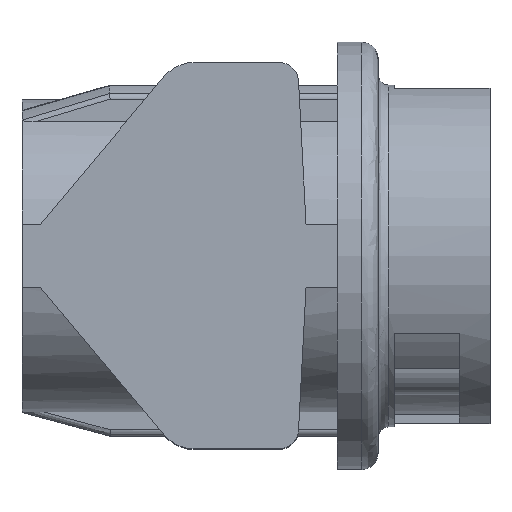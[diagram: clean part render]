
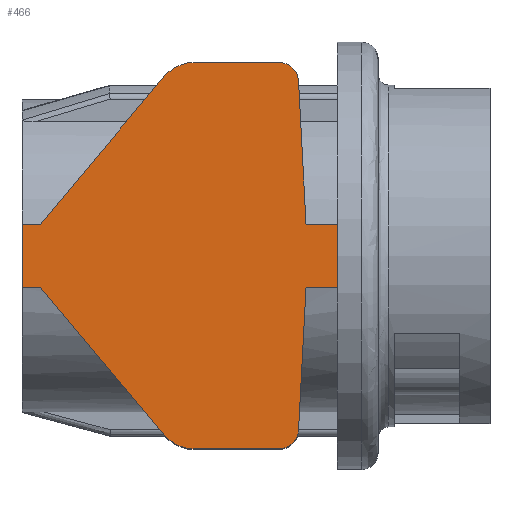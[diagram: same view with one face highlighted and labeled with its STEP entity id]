
A CAD part, top view. The second image highlights one B-rep face of the part: STEP entity #466.
In plain terms, the highlighted planar face has unit normal (0, 0, 1).
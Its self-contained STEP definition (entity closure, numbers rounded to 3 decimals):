
#212=PLANE('',#4882);
#466=ADVANCED_FACE('',(#773),#212,.T.);
#773=FACE_OUTER_BOUND('',#1022,.T.);
#1022=EDGE_LOOP('',(#2688,#2689,#2690,#2691,#2692,#2693,#2694,#2695,#2696,
#2697,#2698,#2699,#2700,#2701,#2702,#2703));
#1304=LINE('',#6875,#1745);
#1308=LINE('',#6887,#1749);
#1395=LINE('',#7361,#1836);
#1399=LINE('',#7373,#1840);
#1401=LINE('',#7378,#1842);
#1405=LINE('',#7389,#1846);
#1408=LINE('',#7394,#1849);
#1412=LINE('',#7403,#1853);
#1413=LINE('',#7406,#1854);
#1414=LINE('',#7408,#1855);
#1415=LINE('',#7409,#1856);
#1416=LINE('',#7411,#1857);
#1745=VECTOR('',#5454,1.);
#1749=VECTOR('',#5466,1.);
#1836=VECTOR('',#5726,1.);
#1840=VECTOR('',#5738,1.);
#1842=VECTOR('',#5742,1.);
#1846=VECTOR('',#5756,1.);
#1849=VECTOR('',#5759,1.);
#1853=VECTOR('',#5765,1.);
#1854=VECTOR('',#5770,1.);
#1855=VECTOR('',#5771,1.);
#1856=VECTOR('',#5772,1.);
#1857=VECTOR('',#5773,1.);
#2688=ORIENTED_EDGE('',*,*,#4209,.T.);
#2689=ORIENTED_EDGE('',*,*,#4208,.T.);
#2690=ORIENTED_EDGE('',*,*,#4210,.T.);
#2691=ORIENTED_EDGE('',*,*,#4211,.F.);
#2692=ORIENTED_EDGE('',*,*,#4201,.T.);
#2693=ORIENTED_EDGE('',*,*,#4195,.T.);
#2694=ORIENTED_EDGE('',*,*,#4198,.T.);
#2695=ORIENTED_EDGE('',*,*,#4193,.T.);
#2696=ORIENTED_EDGE('',*,*,#4188,.T.);
#2697=ORIENTED_EDGE('',*,*,#4187,.T.);
#2698=ORIENTED_EDGE('',*,*,#4204,.T.);
#2699=ORIENTED_EDGE('',*,*,#4212,.F.);
#2700=ORIENTED_EDGE('',*,*,#4213,.T.);
#2701=ORIENTED_EDGE('',*,*,#4043,.T.);
#2702=ORIENTED_EDGE('',*,*,#4040,.T.);
#2703=ORIENTED_EDGE('',*,*,#4037,.T.);
#3541=VERTEX_POINT('',#6874);
#3542=VERTEX_POINT('',#6876);
#3544=VERTEX_POINT('',#6882);
#3546=VERTEX_POINT('',#6888);
#3636=VERTEX_POINT('',#7355);
#3639=VERTEX_POINT('',#7360);
#3640=VERTEX_POINT('',#7364);
#3642=VERTEX_POINT('',#7370);
#3645=VERTEX_POINT('',#7377);
#3646=VERTEX_POINT('',#7379);
#3648=VERTEX_POINT('',#7390);
#3649=VERTEX_POINT('',#7393);
#3650=VERTEX_POINT('',#7397);
#3653=VERTEX_POINT('',#7402);
#3654=VERTEX_POINT('',#7407);
#3655=VERTEX_POINT('',#7410);
#4037=EDGE_CURVE('',#3542,#3541,#1304,.T.);
#4040=EDGE_CURVE('',#3544,#3542,#4542,.T.);
#4043=EDGE_CURVE('',#3546,#3544,#1308,.T.);
#4187=EDGE_CURVE('',#3636,#3639,#1395,.T.);
#4188=EDGE_CURVE('',#3640,#3636,#4579,.T.);
#4193=EDGE_CURVE('',#3642,#3640,#1399,.T.);
#4195=EDGE_CURVE('',#3646,#3645,#1401,.T.);
#4198=EDGE_CURVE('',#3645,#3642,#4581,.T.);
#4201=EDGE_CURVE('',#3648,#3646,#1405,.T.);
#4204=EDGE_CURVE('',#3639,#3649,#1408,.T.);
#4208=EDGE_CURVE('',#3650,#3653,#1412,.T.);
#4209=EDGE_CURVE('',#3541,#3650,#4583,.T.);
#4210=EDGE_CURVE('',#3653,#3654,#1413,.T.);
#4211=EDGE_CURVE('',#3648,#3654,#1414,.T.);
#4212=EDGE_CURVE('',#3655,#3649,#1415,.T.);
#4213=EDGE_CURVE('',#3655,#3546,#1416,.T.);
#4542=CIRCLE('',#4780,2.);
#4579=CIRCLE('',#4870,2.);
#4581=CIRCLE('',#4875,1.);
#4583=CIRCLE('',#4881,1.);
#4780=AXIS2_PLACEMENT_3D('',#6881,#5459,#5460);
#4870=AXIS2_PLACEMENT_3D('',#7363,#5729,#5730);
#4875=AXIS2_PLACEMENT_3D('',#7384,#5747,#5748);
#4881=AXIS2_PLACEMENT_3D('',#7405,#5768,#5769);
#4882=AXIS2_PLACEMENT_3D('',#7412,#5774,#5775);
#5454=DIRECTION('',(1.,0.,0.));
#5459=DIRECTION('',(0.,0.,1.));
#5460=DIRECTION('',(-0.766,-0.643,0.));
#5466=DIRECTION('',(0.643,-0.766,0.));
#5726=DIRECTION('',(-0.643,-0.766,0.));
#5729=DIRECTION('',(0.,0.,1.));
#5730=DIRECTION('',(0.,1.,0.));
#5738=DIRECTION('',(-1.,0.,0.));
#5742=DIRECTION('',(-0.052,0.999,0.));
#5747=DIRECTION('',(0.,0.,1.));
#5748=DIRECTION('',(0.999,0.052,0.));
#5756=DIRECTION('',(-1.,0.,0.));
#5759=DIRECTION('',(-1.,0.,0.));
#5765=DIRECTION('',(0.052,0.999,0.));
#5768=DIRECTION('',(0.,0.,1.));
#5769=DIRECTION('',(0.,-1.,0.));
#5770=DIRECTION('',(1.,0.,0.));
#5771=DIRECTION('',(0.,-1.,0.));
#5772=DIRECTION('',(0.,1.,0.));
#5773=DIRECTION('',(1.,0.,0.));
#5774=DIRECTION('',(0.,0.,1.));
#5775=DIRECTION('',(1.,0.,0.));
#6874=CARTESIAN_POINT('',(1.092,-9.5,8.85));
#6875=CARTESIAN_POINT('',(-2.997,-9.5,8.85));
#6876=CARTESIAN_POINT('',(-2.997,-9.5,8.85));
#6881=CARTESIAN_POINT('',(-2.997,-7.5,8.85));
#6882=CARTESIAN_POINT('',(-4.529,-8.786,8.85));
#6887=CARTESIAN_POINT('',(-10.6,-1.55,8.85));
#6888=CARTESIAN_POINT('',(-10.6,-1.55,8.85));
#7355=CARTESIAN_POINT('',(-4.529,8.786,8.85));
#7360=CARTESIAN_POINT('',(-10.6,1.55,8.85));
#7361=CARTESIAN_POINT('',(-4.529,8.786,8.85));
#7363=CARTESIAN_POINT('',(-2.997,7.5,8.85));
#7364=CARTESIAN_POINT('',(-2.997,9.5,8.85));
#7370=CARTESIAN_POINT('',(1.092,9.5,8.85));
#7373=CARTESIAN_POINT('',(1.092,9.5,8.85));
#7377=CARTESIAN_POINT('',(2.091,8.552,8.85));
#7378=CARTESIAN_POINT('',(2.458,1.55,8.85));
#7379=CARTESIAN_POINT('',(2.458,1.55,8.85));
#7384=CARTESIAN_POINT('',(1.092,8.5,8.85));
#7389=CARTESIAN_POINT('',(4.,1.55,8.85));
#7390=CARTESIAN_POINT('',(4.,1.55,8.85));
#7393=CARTESIAN_POINT('',(-11.5,1.55,8.85));
#7394=CARTESIAN_POINT('',(-10.6,1.55,8.85));
#7397=CARTESIAN_POINT('',(2.091,-8.552,8.85));
#7402=CARTESIAN_POINT('',(2.458,-1.55,8.85));
#7403=CARTESIAN_POINT('',(2.091,-8.552,8.85));
#7405=CARTESIAN_POINT('',(1.092,-8.5,8.85));
#7406=CARTESIAN_POINT('',(2.458,-1.55,8.85));
#7407=CARTESIAN_POINT('',(4.,-1.55,8.85));
#7408=CARTESIAN_POINT('',(4.,1.55,8.85));
#7409=CARTESIAN_POINT('',(-11.5,-1.55,8.85));
#7410=CARTESIAN_POINT('',(-11.5,-1.55,8.85));
#7411=CARTESIAN_POINT('',(-11.5,-1.55,8.85));
#7412=CARTESIAN_POINT('',(-11.6,-10.55,8.85));
